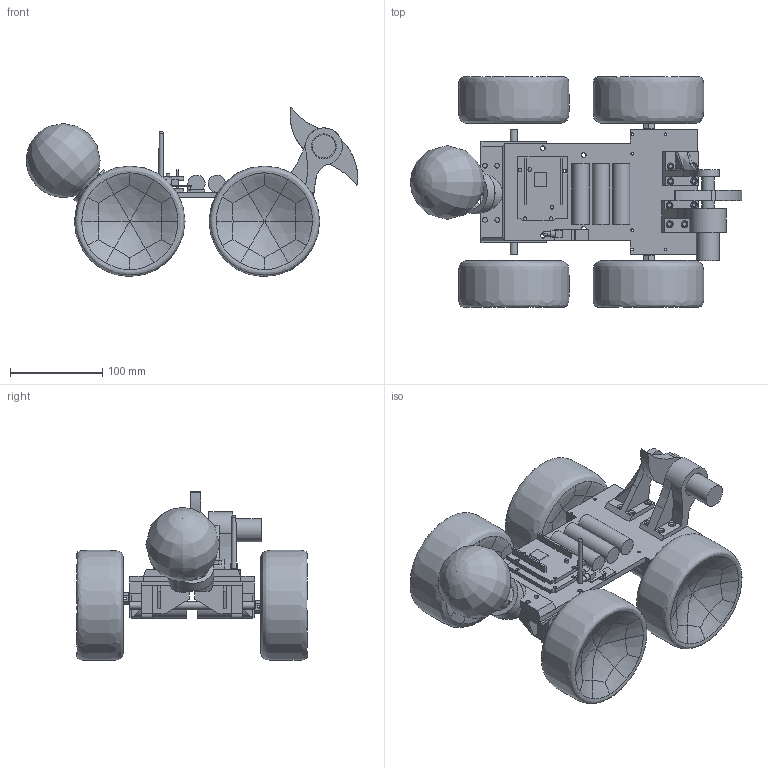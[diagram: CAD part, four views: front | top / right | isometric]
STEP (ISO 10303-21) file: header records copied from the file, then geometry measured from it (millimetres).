
FILE_DESCRIPTION(/* description */ (''),/* implementation_level */ '2;1');
FILE_NAME(/* name */ 'ASSEMB~3',/* time_stamp */ '2023-09-29T19:18:13+03:00',/* author */ (''),/* organization */ (''),/* preprocessor_version */ 'ST-DEVELOPER v16.5',/* originating_system */ '',/* authorisation */ '');
FILE_SCHEMA (('CONFIG_CONTROL_DESIGN'));
Length unit declared in the file: millimetre
Products named in the file (1): Document
Bounding box: 359.28 x 249.98 x 183.05 mm (x, y, z)
Volume: 2665947 mm3; surface area: 396590.1 mm2
Topology: 39 solids, 43 shells, 670 faces, 1636 edges, 1067 vertices
Faces by surface type: plane 356, bspline 203, cylinder 111
Full cylindrical faces by diameter (mm): 3 x18, 3.4 x2, 3.787 x2, 3.794 x2, 3.835 x2, 3.853 x2, 4 x2, 4.4 x6, 5 x13, 5.657 x1, 6.789 x1, 7 x6, 8 x3, 10 x1, 13.577 x2, 14 x2, 15 x1, 16.5 x1, 18 x2, 18.637 x3, 20 x2, 22.3 x2, 25 x3, 27 x1, 30 x1, 34 x1, 45.145 x1
Entity records: 30577 total; most frequent: CARTESIAN_POINT 19233, ORIENTED_EDGE 3238, EDGE_CURVE 1625, B_SPLINE_CURVE_WITH_KNOTS 1270, VERTEX_POINT 1056, EDGE_LOOP 857, ADVANCED_FACE 670, FACE_OUTER_BOUND 670
